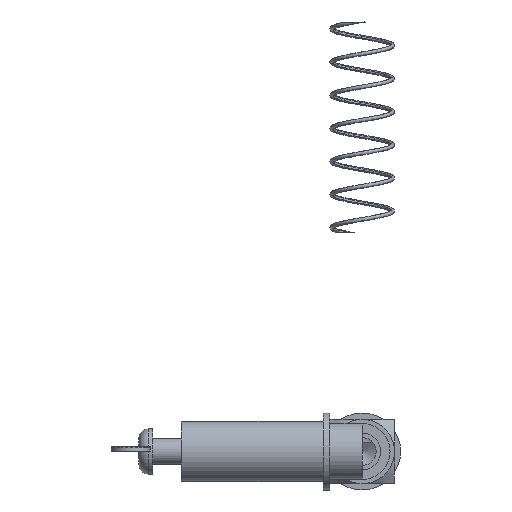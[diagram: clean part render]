
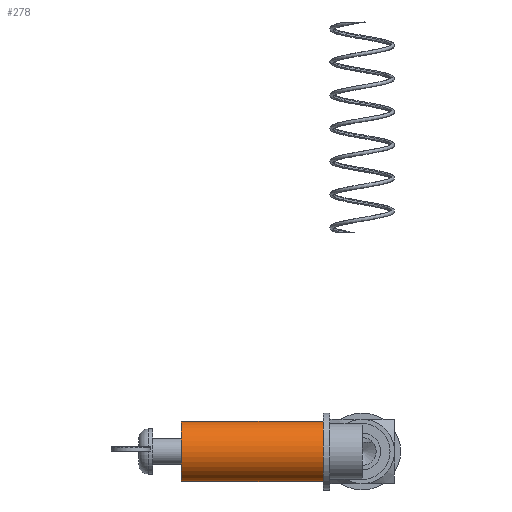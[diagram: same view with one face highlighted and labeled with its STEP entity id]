
A CAD part, front view. The second image highlights one B-rep face of the part: STEP entity #278.
In plain terms, the highlighted cylindrical face has radius 7 mm (diameter 14 mm), a full revolution.
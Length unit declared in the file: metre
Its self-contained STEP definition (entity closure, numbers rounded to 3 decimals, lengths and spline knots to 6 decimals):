
#278 = ADVANCED_FACE( '', ( #623, #624 ), #625, .T. );
#623 = FACE_OUTER_BOUND( '', #2080, .T. );
#624 = FACE_OUTER_BOUND( '', #2081, .T. );
#625 = CYLINDRICAL_SURFACE( '', #2082, 0.007 );
#2080 = EDGE_LOOP( '', ( #2770 ) );
#2081 = EDGE_LOOP( '', ( #2771 ) );
#2082 = AXIS2_PLACEMENT_3D( '', #2772, #2773, #2774 );
#2770 = ORIENTED_EDGE( '', *, *, #4680, .T. );
#2771 = ORIENTED_EDGE( '', *, *, #4674, .F. );
#2772 = CARTESIAN_POINT( '', ( 0.057, 0., 0. ) );
#2773 = DIRECTION( '', ( 1., 0., 0. ) );
#2774 = DIRECTION( '', ( 0., 0., 1. ) );
#4674 = EDGE_CURVE( '', #5392, #5392, #5393, .T. );
#4680 = EDGE_CURVE( '', #5404, #5404, #5405, .T. );
#5392 = VERTEX_POINT( '', #7046 );
#5393 = CIRCLE( '', #7047, 0.007 );
#5404 = VERTEX_POINT( '', #7058 );
#5405 = CIRCLE( '', #7059, 0.007 );
#7046 = CARTESIAN_POINT( '', ( -0.042, 0., 0.007 ) );
#7047 = AXIS2_PLACEMENT_3D( '', #8564, #8565, #8566 );
#7058 = CARTESIAN_POINT( '', ( -0.009, 0., 0.007 ) );
#7059 = AXIS2_PLACEMENT_3D( '', #8582, #8583, #8584 );
#8564 = CARTESIAN_POINT( '', ( -0.042, 0., 0. ) );
#8565 = DIRECTION( '', ( -1., 0., 0. ) );
#8566 = DIRECTION( '', ( 0., 0., 1. ) );
#8582 = CARTESIAN_POINT( '', ( -0.009, 0., 0. ) );
#8583 = DIRECTION( '', ( -1., 0., 0. ) );
#8584 = DIRECTION( '', ( 0., 0., 1. ) );
